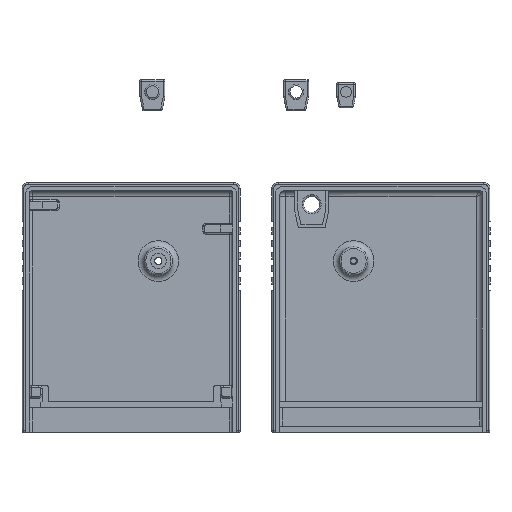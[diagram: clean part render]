
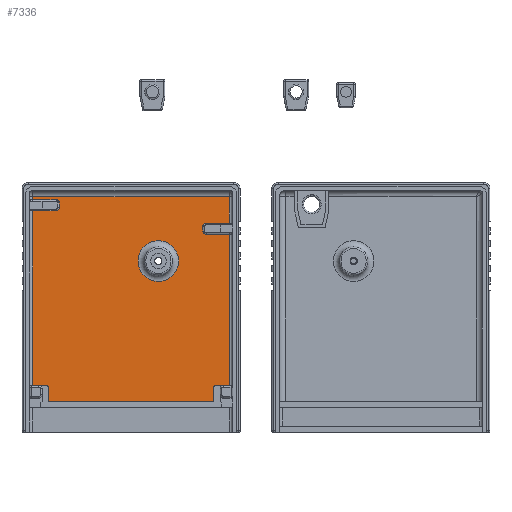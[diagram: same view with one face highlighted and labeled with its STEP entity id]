
A CAD part, top view. The second image highlights one B-rep face of the part: STEP entity #7336.
In plain terms, the highlighted planar face has unit normal (0, 0, 1).
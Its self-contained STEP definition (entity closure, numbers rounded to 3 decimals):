
#7136=CARTESIAN_POINT('',(53.5,80.,2.25));
#7137=DIRECTION('',(0.,0.,-1.));
#7138=DIRECTION('',(-1.,0.,0.));
#7139=AXIS2_PLACEMENT_3D('',#7136,#7137,#7138);
#7140=PLANE('',#7139);
#7141=CARTESIAN_POINT('',(55.741,56.889,2.25));
#7142=VERTEX_POINT('',#7141);
#7143=CARTESIAN_POINT('',(62.241,56.889,2.25));
#7144=DIRECTION('',(0.,0.,-1.));
#7145=DIRECTION('',(-1.,0.,0.));
#7146=AXIS2_PLACEMENT_3D('',#7143,#7144,#7145);
#7147=CIRCLE('',#7146,6.5);
#7148=EDGE_CURVE('',#7142,#7142,#7147,.T.);
#7149=ORIENTED_EDGE('',*,*,#7148,.T.);
#7150=EDGE_LOOP('',(#7149));
#7151=FACE_BOUND('',#7150,.T.);
#7152=CARTESIAN_POINT('',(77.5,69.,2.25));
#7153=VERTEX_POINT('',#7152);
#7154=CARTESIAN_POINT('',(76.5,68.,2.25));
#7155=VERTEX_POINT('',#7154);
#7156=CARTESIAN_POINT('',(77.5,68.,2.25));
#7157=DIRECTION('',(-0.,-0.,1.));
#7158=DIRECTION('',(-1.,0.,0.));
#7159=AXIS2_PLACEMENT_3D('',#7156,#7157,#7158);
#7160=CIRCLE('',#7159,1.);
#7161=EDGE_CURVE('',#7153,#7155,#7160,.T.);
#7162=ORIENTED_EDGE('',*,*,#7161,.F.);
#7163=CARTESIAN_POINT('',(85.,69.,2.25));
#7164=VERTEX_POINT('',#7163);
#7165=CARTESIAN_POINT('',(77.5,69.,2.25));
#7166=DIRECTION('',(1.,-0.,-0.));
#7167=VECTOR('',#7166,7.5);
#7168=LINE('',#7165,#7167);
#7169=EDGE_CURVE('',#7153,#7164,#7168,.T.);
#7170=ORIENTED_EDGE('',*,*,#7169,.T.);
#7171=CARTESIAN_POINT('',(85.,77.5,2.25));
#7172=VERTEX_POINT('',#7171);
#7173=CARTESIAN_POINT('',(85.,69.,2.25));
#7174=DIRECTION('',(-0.,1.,-0.));
#7175=VECTOR('',#7174,8.5);
#7176=LINE('',#7173,#7175);
#7177=EDGE_CURVE('',#7164,#7172,#7176,.T.);
#7178=ORIENTED_EDGE('',*,*,#7177,.T.);
#7179=CARTESIAN_POINT('',(22.,77.5,2.25));
#7180=VERTEX_POINT('',#7179);
#7181=CARTESIAN_POINT('',(85.,77.5,2.25));
#7182=DIRECTION('',(-1.,0.,0.));
#7183=VECTOR('',#7182,63.);
#7184=LINE('',#7181,#7183);
#7185=EDGE_CURVE('',#7172,#7180,#7184,.T.);
#7186=ORIENTED_EDGE('',*,*,#7185,.T.);
#7187=CARTESIAN_POINT('',(22.,76.5,2.25));
#7188=VERTEX_POINT('',#7187);
#7189=CARTESIAN_POINT('',(22.,77.5,2.25));
#7190=DIRECTION('',(-0.,-1.,-0.));
#7191=VECTOR('',#7190,1.);
#7192=LINE('',#7189,#7191);
#7193=EDGE_CURVE('',#7180,#7188,#7192,.T.);
#7194=ORIENTED_EDGE('',*,*,#7193,.T.);
#7195=CARTESIAN_POINT('',(29.5,76.5,2.25));
#7196=VERTEX_POINT('',#7195);
#7197=CARTESIAN_POINT('',(22.,76.5,2.25));
#7198=DIRECTION('',(1.,0.,-0.));
#7199=VECTOR('',#7198,7.5);
#7200=LINE('',#7197,#7199);
#7201=EDGE_CURVE('',#7188,#7196,#7200,.T.);
#7202=ORIENTED_EDGE('',*,*,#7201,.T.);
#7203=CARTESIAN_POINT('',(30.5,75.5,2.25));
#7204=VERTEX_POINT('',#7203);
#7205=CARTESIAN_POINT('',(29.5,75.5,2.25));
#7206=DIRECTION('',(-0.,-0.,1.));
#7207=DIRECTION('',(-1.,0.,0.));
#7208=AXIS2_PLACEMENT_3D('',#7205,#7206,#7207);
#7209=CIRCLE('',#7208,1.);
#7210=EDGE_CURVE('',#7204,#7196,#7209,.T.);
#7211=ORIENTED_EDGE('',*,*,#7210,.F.);
#7212=CARTESIAN_POINT('',(30.5,74.,2.25));
#7213=VERTEX_POINT('',#7212);
#7214=CARTESIAN_POINT('',(30.5,75.5,2.25));
#7215=DIRECTION('',(0.,-1.,0.));
#7216=VECTOR('',#7215,1.5);
#7217=LINE('',#7214,#7216);
#7218=EDGE_CURVE('',#7204,#7213,#7217,.T.);
#7219=ORIENTED_EDGE('',*,*,#7218,.T.);
#7220=CARTESIAN_POINT('',(29.5,73.,2.25));
#7221=VERTEX_POINT('',#7220);
#7222=CARTESIAN_POINT('',(29.5,74.,2.25));
#7223=DIRECTION('',(-0.,-0.,1.));
#7224=DIRECTION('',(-1.,0.,0.));
#7225=AXIS2_PLACEMENT_3D('',#7222,#7223,#7224);
#7226=CIRCLE('',#7225,1.);
#7227=EDGE_CURVE('',#7221,#7213,#7226,.T.);
#7228=ORIENTED_EDGE('',*,*,#7227,.F.);
#7229=CARTESIAN_POINT('',(22.,73.,2.25));
#7230=VERTEX_POINT('',#7229);
#7231=CARTESIAN_POINT('',(29.5,73.,2.25));
#7232=DIRECTION('',(-1.,-0.,0.));
#7233=VECTOR('',#7232,7.5);
#7234=LINE('',#7231,#7233);
#7235=EDGE_CURVE('',#7221,#7230,#7234,.T.);
#7236=ORIENTED_EDGE('',*,*,#7235,.T.);
#7237=CARTESIAN_POINT('',(22.,17.,2.25));
#7238=VERTEX_POINT('',#7237);
#7239=CARTESIAN_POINT('',(22.,73.,2.25));
#7240=DIRECTION('',(-0.,-1.,-0.));
#7241=VECTOR('',#7240,56.);
#7242=LINE('',#7239,#7241);
#7243=EDGE_CURVE('',#7230,#7238,#7242,.T.);
#7244=ORIENTED_EDGE('',*,*,#7243,.T.);
#7245=CARTESIAN_POINT('',(26.5,17.,2.25));
#7246=VERTEX_POINT('',#7245);
#7247=CARTESIAN_POINT('',(22.,17.,2.25));
#7248=DIRECTION('',(1.,0.,-0.));
#7249=VECTOR('',#7248,4.5);
#7250=LINE('',#7247,#7249);
#7251=EDGE_CURVE('',#7238,#7246,#7250,.T.);
#7252=ORIENTED_EDGE('',*,*,#7251,.T.);
#7253=CARTESIAN_POINT('',(27.,16.5,2.25));
#7254=VERTEX_POINT('',#7253);
#7255=CARTESIAN_POINT('',(26.5,16.5,2.25));
#7256=DIRECTION('',(0.,0.,-1.));
#7257=DIRECTION('',(-1.,0.,0.));
#7258=AXIS2_PLACEMENT_3D('',#7255,#7256,#7257);
#7259=CIRCLE('',#7258,0.5);
#7260=EDGE_CURVE('',#7246,#7254,#7259,.T.);
#7261=ORIENTED_EDGE('',*,*,#7260,.T.);
#7262=CARTESIAN_POINT('',(27.,12.,2.25));
#7263=VERTEX_POINT('',#7262);
#7264=CARTESIAN_POINT('',(27.,16.5,2.25));
#7265=DIRECTION('',(0.,-1.,0.));
#7266=VECTOR('',#7265,4.5);
#7267=LINE('',#7264,#7266);
#7268=EDGE_CURVE('',#7254,#7263,#7267,.T.);
#7269=ORIENTED_EDGE('',*,*,#7268,.T.);
#7270=CARTESIAN_POINT('',(80.,12.,2.25));
#7271=VERTEX_POINT('',#7270);
#7272=CARTESIAN_POINT('',(27.,12.,2.25));
#7273=DIRECTION('',(1.,0.,-0.));
#7274=VECTOR('',#7273,53.);
#7275=LINE('',#7272,#7274);
#7276=EDGE_CURVE('',#7263,#7271,#7275,.T.);
#7277=ORIENTED_EDGE('',*,*,#7276,.T.);
#7278=CARTESIAN_POINT('',(80.,16.5,2.25));
#7279=VERTEX_POINT('',#7278);
#7280=CARTESIAN_POINT('',(80.,16.5,2.25));
#7281=DIRECTION('',(0.,-1.,0.));
#7282=VECTOR('',#7281,4.5);
#7283=LINE('',#7280,#7282);
#7284=EDGE_CURVE('',#7279,#7271,#7283,.T.);
#7285=ORIENTED_EDGE('',*,*,#7284,.F.);
#7286=CARTESIAN_POINT('',(80.5,17.,2.25));
#7287=VERTEX_POINT('',#7286);
#7288=CARTESIAN_POINT('',(80.5,16.5,2.25));
#7289=DIRECTION('',(0.,0.,-1.));
#7290=DIRECTION('',(-1.,0.,0.));
#7291=AXIS2_PLACEMENT_3D('',#7288,#7289,#7290);
#7292=CIRCLE('',#7291,0.5);
#7293=EDGE_CURVE('',#7279,#7287,#7292,.T.);
#7294=ORIENTED_EDGE('',*,*,#7293,.T.);
#7295=CARTESIAN_POINT('',(85.,17.,2.25));
#7296=VERTEX_POINT('',#7295);
#7297=CARTESIAN_POINT('',(85.,17.,2.25));
#7298=DIRECTION('',(-1.,0.,0.));
#7299=VECTOR('',#7298,4.5);
#7300=LINE('',#7297,#7299);
#7301=EDGE_CURVE('',#7296,#7287,#7300,.T.);
#7302=ORIENTED_EDGE('',*,*,#7301,.F.);
#7303=CARTESIAN_POINT('',(85.,65.5,2.25));
#7304=VERTEX_POINT('',#7303);
#7305=CARTESIAN_POINT('',(85.,17.,2.25));
#7306=DIRECTION('',(-0.,1.,-0.));
#7307=VECTOR('',#7306,48.5);
#7308=LINE('',#7305,#7307);
#7309=EDGE_CURVE('',#7296,#7304,#7308,.T.);
#7310=ORIENTED_EDGE('',*,*,#7309,.T.);
#7311=CARTESIAN_POINT('',(77.5,65.5,2.25));
#7312=VERTEX_POINT('',#7311);
#7313=CARTESIAN_POINT('',(85.,65.5,2.25));
#7314=DIRECTION('',(-1.,0.,0.));
#7315=VECTOR('',#7314,7.5);
#7316=LINE('',#7313,#7315);
#7317=EDGE_CURVE('',#7304,#7312,#7316,.T.);
#7318=ORIENTED_EDGE('',*,*,#7317,.T.);
#7319=CARTESIAN_POINT('',(76.5,66.5,2.25));
#7320=VERTEX_POINT('',#7319);
#7321=CARTESIAN_POINT('',(77.5,66.5,2.25));
#7322=DIRECTION('',(-0.,-0.,1.));
#7323=DIRECTION('',(-1.,0.,0.));
#7324=AXIS2_PLACEMENT_3D('',#7321,#7322,#7323);
#7325=CIRCLE('',#7324,1.);
#7326=EDGE_CURVE('',#7320,#7312,#7325,.T.);
#7327=ORIENTED_EDGE('',*,*,#7326,.F.);
#7328=CARTESIAN_POINT('',(76.5,66.5,2.25));
#7329=DIRECTION('',(-0.,1.,-0.));
#7330=VECTOR('',#7329,1.5);
#7331=LINE('',#7328,#7330);
#7332=EDGE_CURVE('',#7320,#7155,#7331,.T.);
#7333=ORIENTED_EDGE('',*,*,#7332,.T.);
#7334=EDGE_LOOP('',(#7162,#7170,#7178,#7186,#7194,#7202,#7211,#7219,#7228,#7236,#7244,#7252,#7261,#7269,#7277,#7285,#7294,#7302,#7310,#7318,#7327,#7333));
#7335=FACE_BOUND('',#7334,.T.);
#7336=ADVANCED_FACE('',(#7151,#7335),#7140,.F.);
